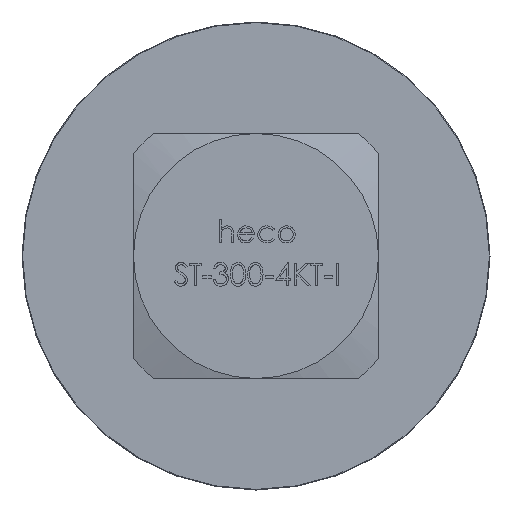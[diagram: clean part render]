
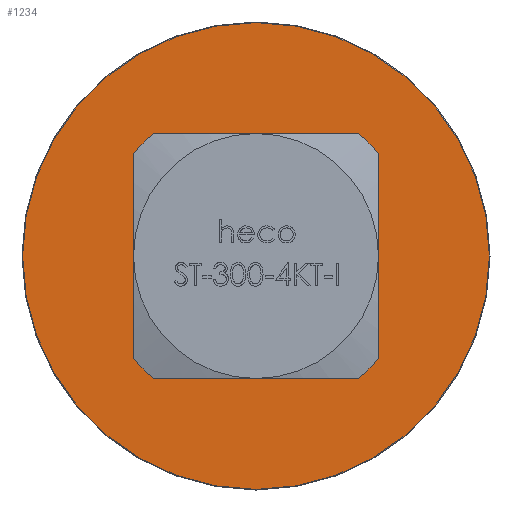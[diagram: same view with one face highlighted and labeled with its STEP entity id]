
A CAD part, front view. The second image highlights one B-rep face of the part: STEP entity #1234.
In plain terms, the highlighted planar face has unit normal (0, -1, 0).
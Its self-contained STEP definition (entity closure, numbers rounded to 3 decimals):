
#153 = LINE ( 'NONE', #7089, #154 ) ;
#154 = VECTOR ( 'NONE', #7090, 1000. ) ;
#214 = VERTEX_POINT ( 'NONE', #3001 ) ;
#1234 = ADVANCED_FACE ( 'NONE', ( #4914, #4921 ), #9399, .F. ) ;
#1408 = ORIENTED_EDGE ( 'NONE', *, *, #4308, .F. ) ;
#1418 = ORIENTED_EDGE ( 'NONE', *, *, #11458, .T. ) ;
#1455 = ORIENTED_EDGE ( 'NONE', *, *, #4309, .F. ) ;
#1532 = ORIENTED_EDGE ( 'NONE', *, *, #11083, .T. ) ;
#1578 = ORIENTED_EDGE ( 'NONE', *, *, #11381, .T. ) ;
#1583 = ORIENTED_EDGE ( 'NONE', *, *, #11540, .T. ) ;
#1619 = ORIENTED_EDGE ( 'NONE', *, *, #4302, .F. ) ;
#1639 = ORIENTED_EDGE ( 'NONE', *, *, #11313, .F. ) ;
#1649 = ORIENTED_EDGE ( 'NONE', *, *, #11367, .T. ) ;
#1824 = EDGE_LOOP ( 'NONE', ( #1532 ) ) ;
#1892 = EDGE_LOOP ( 'NONE', ( #1583, #1639, #1649, #1408, #1418, #1619, #1578, #1455 ) ) ;
#3001 = CARTESIAN_POINT ( 'NONE',  ( 43.828, 16., 0. ) ) ;
#3702 = CARTESIAN_POINT ( 'NONE',  ( 0., 16., 0. ) ) ;
#3703 = DIRECTION ( 'NONE',  ( 0., -1., 0. ) ) ;
#3704 = DIRECTION ( 'NONE',  ( 1., 0., 0. ) ) ;
#3994 = CARTESIAN_POINT ( 'NONE',  ( -23., 16., -23. ) ) ;
#3995 = DIRECTION ( 'NONE',  ( -1., 0., 0. ) ) ;
#4060 = CARTESIAN_POINT ( 'NONE',  ( 23., 16., 23. ) ) ;
#4061 = DIRECTION ( 'NONE',  ( 1., 0., 0. ) ) ;
#4302 = EDGE_CURVE ( 'NONE', #6437, #6495, #9863, .T. ) ;
#4308 = EDGE_CURVE ( 'NONE', #6195, #6054, #9870, .T. ) ;
#4309 = EDGE_CURVE ( 'NONE', #6446, #6429, #9871, .T. ) ;
#4398 = AXIS2_PLACEMENT_3D ( 'NONE', #5663, #5664, #5665 ) ;
#4406 = AXIS2_PLACEMENT_3D ( 'NONE', #5604, #5605, #5606 ) ;
#4493 = AXIS2_PLACEMENT_3D ( 'NONE', #5660, #5661, #5662 ) ;
#4914 = FACE_OUTER_BOUND ( 'NONE', #1824, .T. ) ;
#4921 = FACE_BOUND ( 'NONE', #1892, .T. ) ;
#5604 = CARTESIAN_POINT ( 'NONE',  ( 0., 16., 0. ) ) ;
#5605 = DIRECTION ( 'NONE',  ( 0., -1., 0. ) ) ;
#5606 = DIRECTION ( 'NONE',  ( 1., 0., 0. ) ) ;
#5660 = CARTESIAN_POINT ( 'NONE',  ( 0., 16., 0. ) ) ;
#5661 = DIRECTION ( 'NONE',  ( 0., -1., 0. ) ) ;
#5662 = DIRECTION ( 'NONE',  ( 1., 0., 0. ) ) ;
#5663 = CARTESIAN_POINT ( 'NONE',  ( 0., 16., 0. ) ) ;
#5664 = DIRECTION ( 'NONE',  ( 0., -1., 0. ) ) ;
#5665 = DIRECTION ( 'NONE',  ( 1., 0., 0. ) ) ;
#5745 = CARTESIAN_POINT ( 'NONE',  ( -19.261, 16., -23. ) ) ;
#5796 = CARTESIAN_POINT ( 'NONE',  ( -23., 16., -19.261 ) ) ;
#5891 = CARTESIAN_POINT ( 'NONE',  ( 19.261, 16., 23. ) ) ;
#5894 = CARTESIAN_POINT ( 'NONE',  ( -19.261, 16., 23. ) ) ;
#5898 = CARTESIAN_POINT ( 'NONE',  ( 23., 16., 19.261 ) ) ;
#6054 = VERTEX_POINT ( 'NONE', #5745 ) ;
#6195 = VERTEX_POINT ( 'NONE', #5796 ) ;
#6429 = VERTEX_POINT ( 'NONE', #5891 ) ;
#6437 = VERTEX_POINT ( 'NONE', #5894 ) ;
#6446 = VERTEX_POINT ( 'NONE', #5898 ) ;
#6478 = VERTEX_POINT ( 'NONE', #12403 ) ;
#6495 = VERTEX_POINT ( 'NONE', #12408 ) ;
#6515 = VERTEX_POINT ( 'NONE', #12413 ) ;
#6710 = CARTESIAN_POINT ( 'NONE',  ( -23., 16., 23. ) ) ;
#6711 = DIRECTION ( 'NONE',  ( 0., 0., 1. ) ) ;
#7089 = CARTESIAN_POINT ( 'NONE',  ( 23., 16., -23. ) ) ;
#7090 = DIRECTION ( 'NONE',  ( 0., 0., -1. ) ) ;
#9395 = DIRECTION ( 'NONE',  ( 0., 0., 1. ) ) ;
#9396 = CARTESIAN_POINT ( 'NONE',  ( 0., 16., 0. ) ) ;
#9397 = DIRECTION ( 'NONE',  ( 0., 1., 0. ) ) ;
#9399 = PLANE ( 'NONE',  #11609 ) ;
#9863 = CIRCLE ( 'NONE', #4406, 30. ) ;
#9870 = CIRCLE ( 'NONE', #4493, 30. ) ;
#9871 = CIRCLE ( 'NONE', #4398, 30. ) ;
#10295 = CIRCLE ( 'NONE', #10691, 43.828 ) ;
#10691 = AXIS2_PLACEMENT_3D ( 'NONE', #12902, #12903, #12904 ) ;
#10695 = AXIS2_PLACEMENT_3D ( 'NONE', #3702, #3703, #3704 ) ;
#11083 = EDGE_CURVE ( 'NONE', #214, #214, #10295, .T. ) ;
#11313 = EDGE_CURVE ( 'NONE', #6515, #6478, #12116, .T. ) ;
#11367 = EDGE_CURVE ( 'NONE', #6515, #6054, #12221, .T. ) ;
#11381 = EDGE_CURVE ( 'NONE', #6437, #6429, #12238, .T. ) ;
#11458 = EDGE_CURVE ( 'NONE', #6195, #6495, #12296, .T. ) ;
#11540 = EDGE_CURVE ( 'NONE', #6446, #6478, #153, .T. ) ;
#11609 = AXIS2_PLACEMENT_3D ( 'NONE', #9396, #9397, #9395 ) ;
#12116 = CIRCLE ( 'NONE', #10695, 30. ) ;
#12221 = LINE ( 'NONE', #3994, #12222 ) ;
#12222 = VECTOR ( 'NONE', #3995, 1000. ) ;
#12238 = LINE ( 'NONE', #4060, #12239 ) ;
#12239 = VECTOR ( 'NONE', #4061, 1000. ) ;
#12296 = LINE ( 'NONE', #6710, #12297 ) ;
#12297 = VECTOR ( 'NONE', #6711, 1000. ) ;
#12403 = CARTESIAN_POINT ( 'NONE',  ( 23., 16., -19.261 ) ) ;
#12408 = CARTESIAN_POINT ( 'NONE',  ( -23., 16., 19.261 ) ) ;
#12413 = CARTESIAN_POINT ( 'NONE',  ( 19.261, 16., -23. ) ) ;
#12902 = CARTESIAN_POINT ( 'NONE',  ( 0., 16., 0. ) ) ;
#12903 = DIRECTION ( 'NONE',  ( 0., -1., 0. ) ) ;
#12904 = DIRECTION ( 'NONE',  ( 1., 0., 0. ) ) ;
